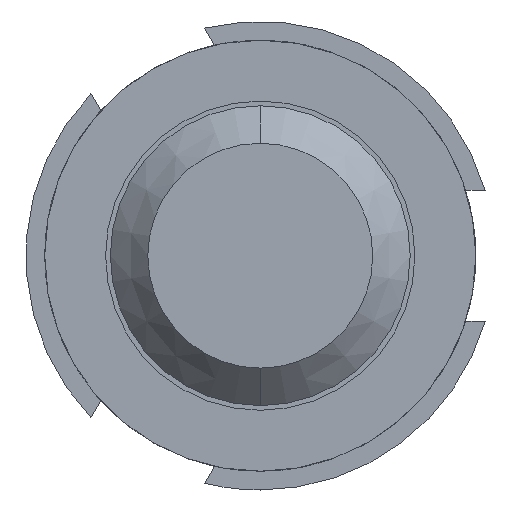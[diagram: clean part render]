
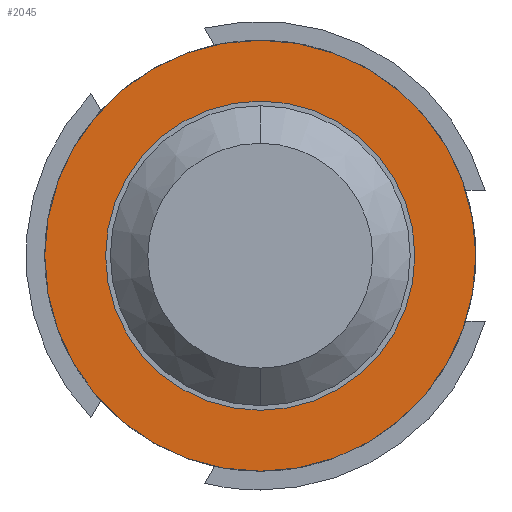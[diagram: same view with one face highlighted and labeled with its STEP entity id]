
A CAD part, front view. The second image highlights one B-rep face of the part: STEP entity #2045.
In plain terms, the highlighted planar face has unit normal (0, -1, 0).
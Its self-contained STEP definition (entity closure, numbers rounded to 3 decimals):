
#135 = CIRCLE ( 'NONE', #240, 0.825 ) ;
#240 = AXIS2_PLACEMENT_3D ( 'NONE', #3570, #1469, #3628 ) ;
#310 = DIRECTION ( 'NONE',  ( 0., 1., 0. ) ) ;
#434 = ORIENTED_EDGE ( 'NONE', *, *, #3166, .F. ) ;
#650 = VERTEX_POINT ( 'NONE', #2245 ) ;
#651 = FACE_OUTER_BOUND ( 'NONE', #3465, .T. ) ;
#969 = ORIENTED_EDGE ( 'NONE', *, *, #2402, .T. ) ;
#985 = FACE_BOUND ( 'NONE', #3073, .T. ) ;
#1040 = AXIS2_PLACEMENT_3D ( 'NONE', #1338, #1398, #3864 ) ;
#1338 = CARTESIAN_POINT ( 'NONE',  ( 0., -1.5, 0. ) ) ;
#1344 = DIRECTION ( 'NONE',  ( 0., 0., 1. ) ) ;
#1398 = DIRECTION ( 'NONE',  ( 0., 1., 0. ) ) ;
#1469 = DIRECTION ( 'NONE',  ( 0., 1., 0. ) ) ;
#1660 = CARTESIAN_POINT ( 'NONE',  ( 0., -1.5, -0.825 ) ) ;
#1694 = CARTESIAN_POINT ( 'NONE',  ( 0.825, -1.5, 0. ) ) ;
#1712 = PLANE ( 'NONE',  #4143 ) ;
#1891 = ORIENTED_EDGE ( 'NONE', *, *, #3046, .T. ) ;
#2043 = VERTEX_POINT ( 'NONE', #3430 ) ;
#2045 = ADVANCED_FACE ( 'Defeature ausgef�hrt4_46', ( #651, #985 ), #1712, .F. ) ;
#2245 = CARTESIAN_POINT ( 'NONE',  ( 0., -1.5, -1.15 ) ) ;
#2293 = AXIS2_PLACEMENT_3D ( 'NONE', #3147, #310, #2498 ) ;
#2394 = ORIENTED_EDGE ( 'NONE', *, *, #4450, .F. ) ;
#2402 = EDGE_CURVE ( 'Defeature ausgef�hrt4_46+Defeature ausgef�hrt4_45+Defeature ausgef�hrt4_45+Defeature ausgef�hrt4_45', #2608, #2043, #135, .T. ) ;
#2498 = DIRECTION ( 'NONE',  ( 0., 0., 1. ) ) ;
#2608 = VERTEX_POINT ( 'NONE', #1660 ) ;
#2770 = DIRECTION ( 'NONE',  ( 0., 1., 0. ) ) ;
#2957 = DIRECTION ( 'NONE',  ( 0., 1., 0. ) ) ;
#3046 = EDGE_CURVE ( 'Defeature ausgef�hrt4_46+Defeature ausgef�hrt4_45+Defeature ausgef�hrt4_45+Defeature ausgef�hrt4_45', #2043, #2608, #3723, .T. ) ;
#3073 = EDGE_LOOP ( 'NONE', ( #1891, #969 ) ) ;
#3147 = CARTESIAN_POINT ( 'NONE',  ( 0., -1.5, 0. ) ) ;
#3166 = EDGE_CURVE ( 'Defeature ausgef�hrt4_42+Defeature ausgef�hrt4_46+Defeature ausgef�hrt4_46+Defeature ausgef�hrt4_46', #650, #3390, #4397, .T. ) ;
#3390 = VERTEX_POINT ( 'NONE', #3741 ) ;
#3430 = CARTESIAN_POINT ( 'NONE',  ( 0., -1.5, 0.825 ) ) ;
#3465 = EDGE_LOOP ( 'NONE', ( #2394, #434 ) ) ;
#3570 = CARTESIAN_POINT ( 'NONE',  ( 0., -1.5, 0. ) ) ;
#3628 = DIRECTION ( 'NONE',  ( 0., 0., 1. ) ) ;
#3667 = DIRECTION ( 'NONE',  ( 0., 0., 1. ) ) ;
#3723 = CIRCLE ( 'NONE', #2293, 0.825 ) ;
#3741 = CARTESIAN_POINT ( 'NONE',  ( 0., -1.5, 1.15 ) ) ;
#3864 = DIRECTION ( 'NONE',  ( 0., 0., 1. ) ) ;
#3930 = AXIS2_PLACEMENT_3D ( 'NONE', #3989, #2957, #3667 ) ;
#3989 = CARTESIAN_POINT ( 'NONE',  ( 0., -1.5, 0. ) ) ;
#4111 = CIRCLE ( 'NONE', #1040, 1.15 ) ;
#4143 = AXIS2_PLACEMENT_3D ( 'NONE', #1694, #2770, #1344 ) ;
#4397 = CIRCLE ( 'NONE', #3930, 1.15 ) ;
#4450 = EDGE_CURVE ( 'Defeature ausgef�hrt4_42+Defeature ausgef�hrt4_46+Defeature ausgef�hrt4_46+Defeature ausgef�hrt4_46', #3390, #650, #4111, .T. ) ;
